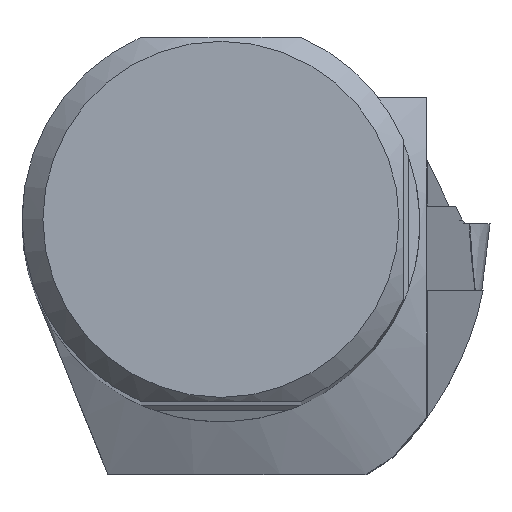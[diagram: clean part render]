
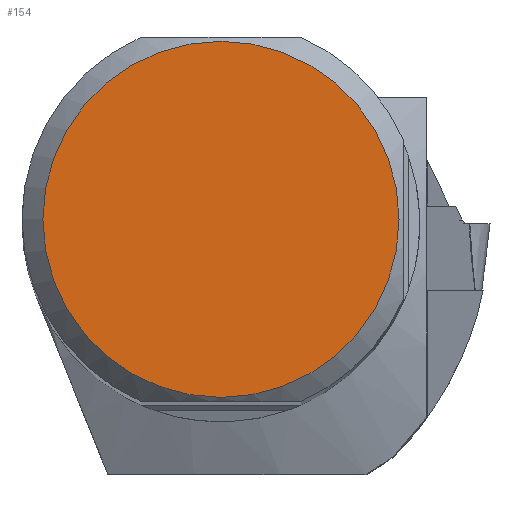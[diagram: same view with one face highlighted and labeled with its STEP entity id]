
A CAD part, top view. The second image highlights one B-rep face of the part: STEP entity #154.
In plain terms, the highlighted planar face has unit normal (0, 0, 1).
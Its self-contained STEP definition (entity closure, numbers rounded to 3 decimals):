
#105=CIRCLE('',#1340,17.05);
#154=ADVANCED_FACE('',(#260),#197,.T.);
#197=PLANE('',#1354);
#260=FACE_OUTER_BOUND('',#331,.T.);
#331=EDGE_LOOP('',(#771));
#771=ORIENTED_EDGE('',*,*,#1140,.F.);
#982=VERTEX_POINT('',#3587);
#1140=EDGE_CURVE('',#982,#982,#105,.T.);
#1340=AXIS2_PLACEMENT_3D('',#3586,#1507,#1508);
#1354=AXIS2_PLACEMENT_3D('',#3754,#1556,#1557);
#1507=DIRECTION('',(0.,0.,-1.));
#1508=DIRECTION('',(1.,0.,0.));
#1556=DIRECTION('',(0.,0.,1.));
#1557=DIRECTION('',(-1.,0.,0.));
#3586=CARTESIAN_POINT('',(0.,0.,0.));
#3587=CARTESIAN_POINT('',(17.05,0.,0.));
#3754=CARTESIAN_POINT('',(17.05,0.,0.));
